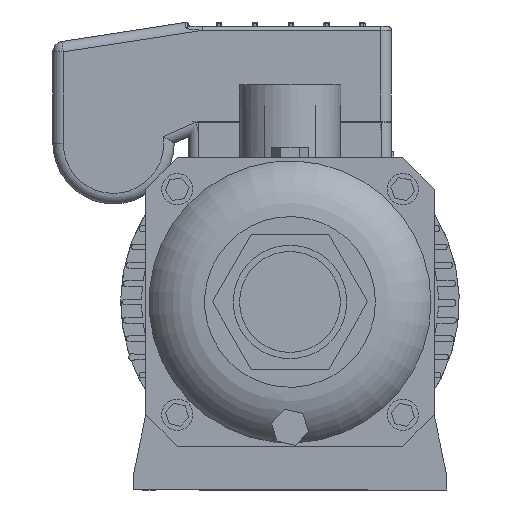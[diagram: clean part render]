
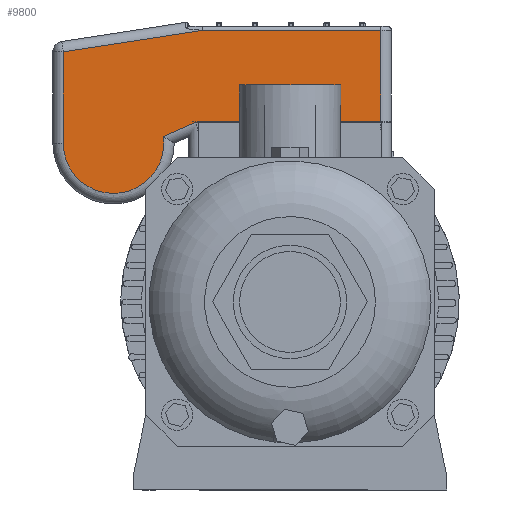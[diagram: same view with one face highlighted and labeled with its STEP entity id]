
A CAD part, left-side view. The second image highlights one B-rep face of the part: STEP entity #9800.
In plain terms, the highlighted planar face has unit normal (-1, 0, 0).
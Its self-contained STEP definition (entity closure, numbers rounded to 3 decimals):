
#518=PLANE($,#10656);
#994=FACE_OUTER_BOUND($,#1622,.T.);
#1622=EDGE_LOOP($,(#8601,#8602,#8603,#8604,#8605,#8606,#8607));
#2053=CIRCLE($,#10657,24.05);
#2941=LINE($,#16634,#3867);
#2943=LINE($,#16655,#3869);
#2944=LINE($,#16657,#3870);
#2945=LINE($,#16659,#3871);
#2946=LINE($,#16661,#3872);
#2947=LINE($,#16662,#3873);
#3867=VECTOR($,#13080,17.041);
#3869=VECTOR($,#13086,88.494);
#3870=VECTOR($,#13087,44.);
#3871=VECTOR($,#13088,85.336);
#3872=VECTOR($,#13089,67.453);
#3873=VECTOR($,#13090,43.712);
#4778=VERTEX_POINT($,#16631);
#4779=VERTEX_POINT($,#16633);
#4781=VERTEX_POINT($,#16652);
#4782=VERTEX_POINT($,#16654);
#4783=VERTEX_POINT($,#16656);
#4784=VERTEX_POINT($,#16658);
#4785=VERTEX_POINT($,#16660);
#6064=EDGE_CURVE($,#4778,#4779,#2941,.T.);
#6067=EDGE_CURVE($,#4781,#4779,#2053,.T.);
#6068=EDGE_CURVE($,#4782,#4778,#2943,.T.);
#6069=EDGE_CURVE($,#4783,#4782,#2944,.T.);
#6070=EDGE_CURVE($,#4784,#4783,#2945,.T.);
#6071=EDGE_CURVE($,#4785,#4784,#2946,.T.);
#6072=EDGE_CURVE($,#4781,#4785,#2947,.T.);
#8601=ORIENTED_EDGE($,*,*,#6067,.T.);
#8602=ORIENTED_EDGE($,*,*,#6064,.F.);
#8603=ORIENTED_EDGE($,*,*,#6068,.F.);
#8604=ORIENTED_EDGE($,*,*,#6069,.F.);
#8605=ORIENTED_EDGE($,*,*,#6070,.F.);
#8606=ORIENTED_EDGE($,*,*,#6071,.F.);
#8607=ORIENTED_EDGE($,*,*,#6072,.F.);
#9800=ADVANCED_FACE($,(#994),#518,.T.);
#10656=AXIS2_PLACEMENT_3D($,#16651,#13082,#13083);
#10657=AXIS2_PLACEMENT_3D($,#16653,#13084,#13085);
#13080=DIRECTION($,(0.,0.916,-0.4));
#13082=DIRECTION('center_axis',(-1.,0.,0.));
#13083=DIRECTION('ref_axis',(0.,0.,1.));
#13084=DIRECTION('center_axis',(-1.,0.,0.));
#13085=DIRECTION('ref_axis',(0.,0.,
-1.));
#13086=DIRECTION($,(0.,1.,0.));
#13087=DIRECTION($,(0.,0.,-1.));
#13088=DIRECTION($,(0.,-1.,0.));
#13089=DIRECTION($,(0.,-0.988,0.153));
#13090=DIRECTION($,(0.,0.,1.));
#16631=CARTESIAN_POINT('',(53.5,44.994,176.));
#16633=CARTESIAN_POINT('',(53.5,60.611,169.18));
#16634=CARTESIAN_POINT($,(53.5,-3.455,197.157));
#16651=CARTESIAN_POINT('Origin',(53.5,-48.5,197.5));
#16652=CARTESIAN_POINT('',(53.5,108.5,166.));
#16653=CARTESIAN_POINT('Origin',(53.5,84.45,166.));
#16654=CARTESIAN_POINT('',(53.5,-43.5,176.));
#16655=CARTESIAN_POINT($,(53.5,-8.,176.));
#16656=CARTESIAN_POINT('',(53.5,-43.5,220.));
#16657=CARTESIAN_POINT($,(53.5,-43.5,197.5));
#16658=CARTESIAN_POINT('',(53.5,41.836,220.));
#16659=CARTESIAN_POINT($,(53.5,-24.2,220.));
#16660=CARTESIAN_POINT('',(53.5,108.5,209.712));
#16661=CARTESIAN_POINT($,(53.5,18.665,223.576));
#16662=CARTESIAN_POINT($,(53.5,108.5,197.5));
